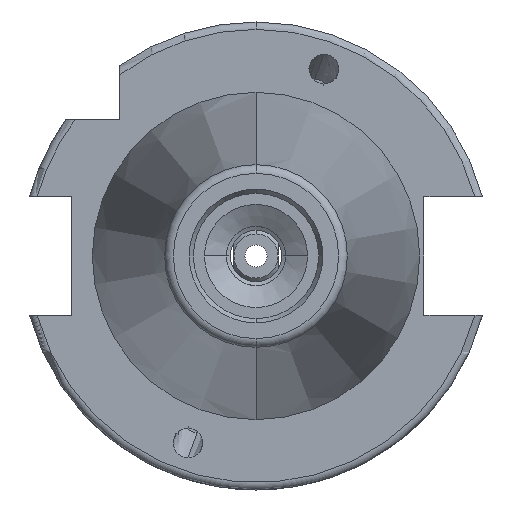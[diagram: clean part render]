
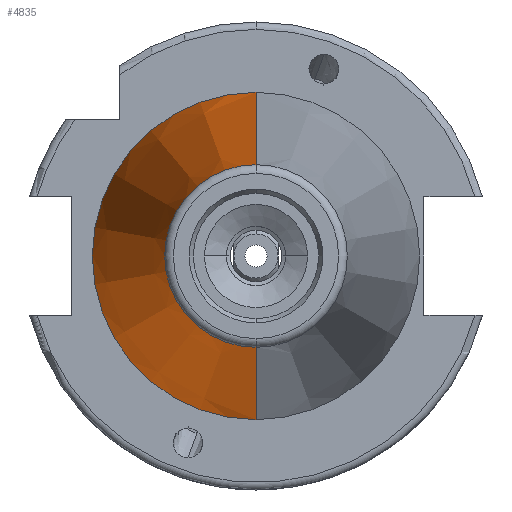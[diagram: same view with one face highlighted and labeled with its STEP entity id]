
A CAD part, left-side view. The second image highlights one B-rep face of the part: STEP entity #4835.
In plain terms, the highlighted conical face has half-angle 8.297 degrees and reference radius 22.225 mm.
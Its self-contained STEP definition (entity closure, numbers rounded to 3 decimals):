
#161 = DIRECTION ( 'NONE',  ( 0., -1., 0. ) ) ;
#222 = CARTESIAN_POINT ( 'NONE',  ( 0., 0., 0. ) ) ;
#483 = CONICAL_SURFACE ( 'NONE', #2696, 22.225, 0.145 ) ;
#580 = EDGE_CURVE ( 'NONE', #4633, #3583, #2041, .T. ) ;
#784 = DIRECTION ( 'NONE',  ( -1., 0., 0. ) ) ;
#1361 = VERTEX_POINT ( 'NONE', #3901 ) ;
#1438 = AXIS2_PLACEMENT_3D ( 'NONE', #6453, #3326, #161 ) ;
#1523 = EDGE_CURVE ( 'NONE', #1361, #2719, #4531, .T. ) ;
#2041 = LINE ( 'NONE', #5196, #5882 ) ;
#2354 = DIRECTION ( 'NONE',  ( 0., 1., 0. ) ) ;
#2546 = DIRECTION ( 'NONE',  ( 0.99, -0.144, 0. ) ) ;
#2696 = AXIS2_PLACEMENT_3D ( 'NONE', #222, #2857, #2354 ) ;
#2719 = VERTEX_POINT ( 'NONE', #5402 ) ;
#2848 = ORIENTED_EDGE ( 'NONE', *, *, #580, .T. ) ;
#2857 = DIRECTION ( 'NONE',  ( 1., 0., 0. ) ) ;
#3118 = VECTOR ( 'NONE', #4390, 1000. ) ;
#3326 = DIRECTION ( 'NONE',  ( -1., 0., 0. ) ) ;
#3329 = AXIS2_PLACEMENT_3D ( 'NONE', #3935, #784, #4473 ) ;
#3402 = ORIENTED_EDGE ( 'NONE', *, *, #1523, .F. ) ;
#3583 = VERTEX_POINT ( 'NONE', #6654 ) ;
#3891 = ORIENTED_EDGE ( 'NONE', *, *, #6161, .F. ) ;
#3901 = CARTESIAN_POINT ( 'NONE',  ( -67.373, 12.4, 0. ) ) ;
#3930 = CIRCLE ( 'NONE', #3329, 22.225 ) ;
#3935 = CARTESIAN_POINT ( 'NONE',  ( 0., 0., 0. ) ) ;
#4285 = EDGE_CURVE ( 'NONE', #3583, #2719, #3930, .T. ) ;
#4390 = DIRECTION ( 'NONE',  ( 0.99, 0.144, 0. ) ) ;
#4473 = DIRECTION ( 'NONE',  ( 0., -1., 0. ) ) ;
#4531 = LINE ( 'NONE', #5417, #3118 ) ;
#4585 = ORIENTED_EDGE ( 'NONE', *, *, #4285, .T. ) ;
#4633 = VERTEX_POINT ( 'NONE', #6757 ) ;
#4835 = ADVANCED_FACE ( 'NONE', ( #6406 ), #483, .T. ) ;
#5196 = CARTESIAN_POINT ( 'NONE',  ( 0., -22.225, 0. ) ) ;
#5236 = CIRCLE ( 'NONE', #1438, 12.4 ) ;
#5402 = CARTESIAN_POINT ( 'NONE',  ( 0., 22.225, 0. ) ) ;
#5417 = CARTESIAN_POINT ( 'NONE',  ( 0., 22.225, 0. ) ) ;
#5463 = EDGE_LOOP ( 'NONE', ( #3891, #2848, #4585, #3402 ) ) ;
#5882 = VECTOR ( 'NONE', #2546, 1000. ) ;
#6161 = EDGE_CURVE ( 'NONE', #4633, #1361, #5236, .T. ) ;
#6406 = FACE_OUTER_BOUND ( 'NONE', #5463, .T. ) ;
#6453 = CARTESIAN_POINT ( 'NONE',  ( -67.373, 0., 0. ) ) ;
#6654 = CARTESIAN_POINT ( 'NONE',  ( 0., -22.225, 0. ) ) ;
#6757 = CARTESIAN_POINT ( 'NONE',  ( -67.373, -12.4, 0. ) ) ;
